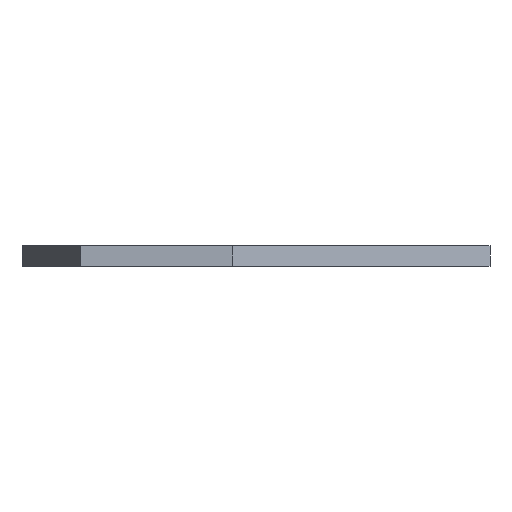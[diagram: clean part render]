
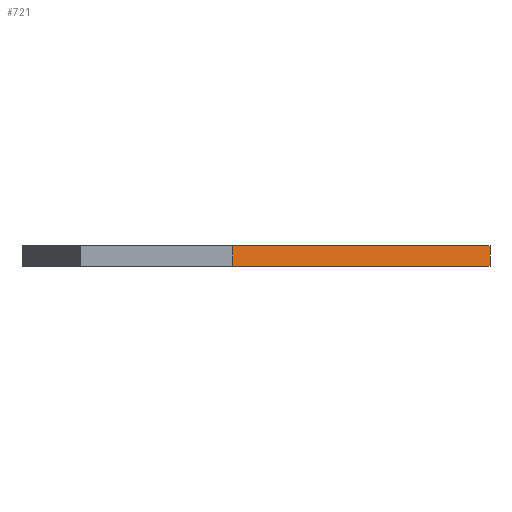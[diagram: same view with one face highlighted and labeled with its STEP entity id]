
A CAD part, left-side view. The second image highlights one B-rep face of the part: STEP entity #721.
In plain terms, the highlighted planar face has unit normal (-0.936, -0.353, 0).
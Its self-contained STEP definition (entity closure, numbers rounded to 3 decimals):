
#139=FACE_OUTER_BOUND('',#173,.T.);
#173=EDGE_LOOP('',(#599,#600,#601,#602));
#259=LINE('',#1201,#315);
#260=LINE('',#1204,#316);
#261=LINE('',#1206,#317);
#262=LINE('',#1207,#318);
#315=VECTOR('',#1006,10.);
#316=VECTOR('',#1009,10.);
#317=VECTOR('',#1010,10.);
#318=VECTOR('',#1011,10.);
#383=VERTEX_POINT('',#1197);
#384=VERTEX_POINT('',#1199);
#385=VERTEX_POINT('',#1203);
#386=VERTEX_POINT('',#1205);
#475=EDGE_CURVE('',#383,#384,#259,.T.);
#476=EDGE_CURVE('',#385,#383,#260,.T.);
#477=EDGE_CURVE('',#386,#384,#261,.T.);
#478=EDGE_CURVE('',#385,#386,#262,.T.);
#599=ORIENTED_EDGE('',*,*,#476,.T.);
#600=ORIENTED_EDGE('',*,*,#475,.T.);
#601=ORIENTED_EDGE('',*,*,#477,.F.);
#602=ORIENTED_EDGE('',*,*,#478,.F.);
#687=PLANE('',#818);
#721=ADVANCED_FACE('',(#139),#687,.T.);
#818=AXIS2_PLACEMENT_3D('',#1202,#1007,#1008);
#1006=DIRECTION('',(0.,0.,1.));
#1007=DIRECTION('center_axis',(-0.936,-0.353,0.));
#1008=DIRECTION('ref_axis',(0.353,-0.936,0.));
#1009=DIRECTION('',(0.353,-0.936,0.));
#1010=DIRECTION('',(0.353,-0.936,0.));
#1011=DIRECTION('',(0.,0.,1.));
#1197=CARTESIAN_POINT('',(-28.83,-23.5,0.));
#1199=CARTESIAN_POINT('',(-28.83,-23.5,6.));
#1201=CARTESIAN_POINT('',(-28.83,-23.5,0.));
#1202=CARTESIAN_POINT('Origin',(-57.58,52.803,0.));
#1203=CARTESIAN_POINT('',(-57.58,52.803,0.));
#1204=CARTESIAN_POINT('',(-57.58,52.803,0.));
#1205=CARTESIAN_POINT('',(-57.58,52.803,6.));
#1206=CARTESIAN_POINT('',(-57.58,52.803,6.));
#1207=CARTESIAN_POINT('',(-57.58,52.803,0.));
